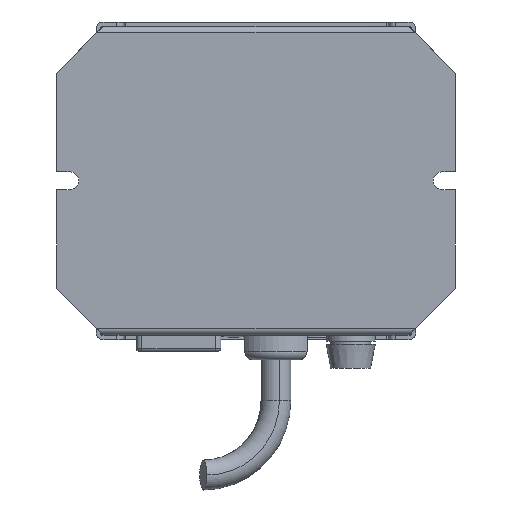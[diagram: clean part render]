
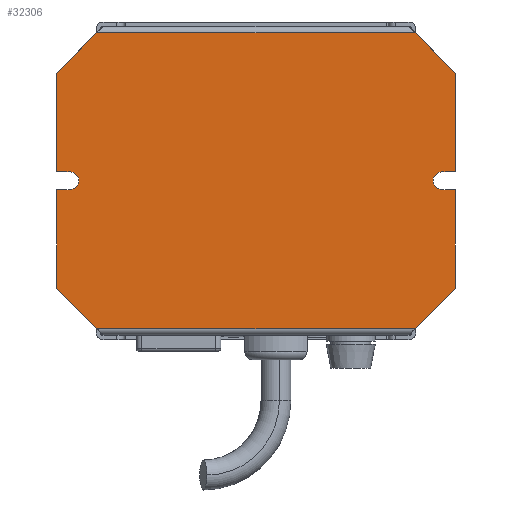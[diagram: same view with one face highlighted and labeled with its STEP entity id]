
A CAD part, front view. The second image highlights one B-rep face of the part: STEP entity #32306.
In plain terms, the highlighted planar face has unit normal (0, -1, 0).
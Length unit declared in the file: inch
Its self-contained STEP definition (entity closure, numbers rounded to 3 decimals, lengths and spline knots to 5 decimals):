
#413 = DIRECTION ( 'NONE',  ( -1., 0., 0. ) ) ;
#785 = ORIENTED_EDGE ( 'NONE', *, *, #38967, .F. ) ;
#805 = CARTESIAN_POINT ( 'NONE',  ( 1.99616, 0., -1.853 ) ) ;
#854 = LINE ( 'NONE', #13800, #42158 ) ;
#880 = EDGE_LOOP ( 'NONE', ( #11020, #13316, #1452, #17732, #23874, #49715, #53672, #30720, #29755, #27100, #41113, #51179, #785, #38614, #23604, #18131 ) ) ;
#979 = CARTESIAN_POINT ( 'NONE',  ( -2.5, 0., -0.11 ) ) ;
#1324 = DIRECTION ( 'NONE',  ( 0., 0., -1. ) ) ;
#1452 = ORIENTED_EDGE ( 'NONE', *, *, #30674, .F. ) ;
#1827 = EDGE_CURVE ( 'NONE', #51442, #5804, #2064, .T. ) ;
#2064 = LINE ( 'NONE', #15040, #32488 ) ;
#2128 = DIRECTION ( 'NONE',  ( 0.707, 0., -0.707 ) ) ;
#2201 = EDGE_CURVE ( 'NONE', #35608, #29374, #51465, .T. ) ;
#2428 = PLANE ( 'NONE',  #14348 ) ;
#2876 = DIRECTION ( 'NONE',  ( 0., 0., -1. ) ) ;
#3706 = VERTEX_POINT ( 'NONE', #54102 ) ;
#3709 = LINE ( 'NONE', #20934, #14150 ) ;
#4269 = CARTESIAN_POINT ( 'NONE',  ( -2.5, 0., -1.853 ) ) ;
#4403 = CIRCLE ( 'NONE', #34142, 0.11 ) ;
#4543 = VECTOR ( 'NONE', #38100, 39.37008 ) ;
#5186 = VECTOR ( 'NONE', #9913, 39.37008 ) ;
#5270 = CARTESIAN_POINT ( 'NONE',  ( -2.5, 0., -1.853 ) ) ;
#5804 = VERTEX_POINT ( 'NONE', #37474 ) ;
#6724 = LINE ( 'NONE', #54438, #23311 ) ;
#8168 = LINE ( 'NONE', #25382, #4543 ) ;
#9913 = DIRECTION ( 'NONE',  ( 1., 0., 0. ) ) ;
#10544 = VECTOR ( 'NONE', #38699, 39.37008 ) ;
#11020 = ORIENTED_EDGE ( 'NONE', *, *, #39109, .T. ) ;
#11137 = DIRECTION ( 'NONE',  ( 0., 0., 1. ) ) ;
#12153 = CARTESIAN_POINT ( 'NONE',  ( 2.5, 0., 0.11 ) ) ;
#13161 = LINE ( 'NONE', #34346, #53832 ) ;
#13316 = ORIENTED_EDGE ( 'NONE', *, *, #27856, .F. ) ;
#13407 = VERTEX_POINT ( 'NONE', #805 ) ;
#13736 = LINE ( 'NONE', #5270, #25883 ) ;
#13800 = CARTESIAN_POINT ( 'NONE',  ( 2.5, 0., -1.853 ) ) ;
#13995 = CARTESIAN_POINT ( 'NONE',  ( 1.92, 0., 1.92916 ) ) ;
#14015 = VECTOR ( 'NONE', #2128, 39.37008 ) ;
#14093 = VECTOR ( 'NONE', #24326, 39.37008 ) ;
#14150 = VECTOR ( 'NONE', #2876, 39.37008 ) ;
#14348 = AXIS2_PLACEMENT_3D ( 'NONE', #36013, #45038, #11137 ) ;
#15040 = CARTESIAN_POINT ( 'NONE',  ( -1.92, 0., -1.92916 ) ) ;
#16121 = DIRECTION ( 'NONE',  ( 0.707, 0., 0.707 ) ) ;
#17072 = LINE ( 'NONE', #47267, #43143 ) ;
#17631 = VERTEX_POINT ( 'NONE', #31658 ) ;
#17732 = ORIENTED_EDGE ( 'NONE', *, *, #53580, .F. ) ;
#17772 = VERTEX_POINT ( 'NONE', #12153 ) ;
#18131 = ORIENTED_EDGE ( 'NONE', *, *, #25970, .F. ) ;
#19337 = CARTESIAN_POINT ( 'NONE',  ( 2.5, 0., 1.34916 ) ) ;
#19936 = CARTESIAN_POINT ( 'NONE',  ( 2.5, 0., -0.11 ) ) ;
#20915 = CARTESIAN_POINT ( 'NONE',  ( -1.92, 0., 1.92916 ) ) ;
#20934 = CARTESIAN_POINT ( 'NONE',  ( 2.5, 0., -1.853 ) ) ;
#21261 = EDGE_CURVE ( 'NONE', #34939, #48558, #854, .T. ) ;
#21654 = EDGE_CURVE ( 'NONE', #46192, #5804, #13736, .T. ) ;
#21670 = AXIS2_PLACEMENT_3D ( 'NONE', #34092, #29845, #47076 ) ;
#22109 = DIRECTION ( 'NONE',  ( 0., -1., 0. ) ) ;
#22178 = DIRECTION ( 'NONE',  ( -1., 0., 0. ) ) ;
#22840 = VECTOR ( 'NONE', #16121, 39.37008 ) ;
#23311 = VECTOR ( 'NONE', #40915, 39.37008 ) ;
#23604 = ORIENTED_EDGE ( 'NONE', *, *, #48579, .T. ) ;
#23874 = ORIENTED_EDGE ( 'NONE', *, *, #21654, .T. ) ;
#24326 = DIRECTION ( 'NONE',  ( 1., 0., 0. ) ) ;
#25382 = CARTESIAN_POINT ( 'NONE',  ( 1.92, 0., -1.92916 ) ) ;
#25866 = CARTESIAN_POINT ( 'NONE',  ( 2.5, 0., -1.34916 ) ) ;
#25883 = VECTOR ( 'NONE', #1324, 39.37008 ) ;
#25970 = EDGE_CURVE ( 'NONE', #46163, #45280, #42110, .T. ) ;
#26519 = VECTOR ( 'NONE', #50504, 39.37008 ) ;
#26536 = LINE ( 'NONE', #4269, #10544 ) ;
#26888 = CARTESIAN_POINT ( 'NONE',  ( -2.33, 0., 0. ) ) ;
#27100 = ORIENTED_EDGE ( 'NONE', *, *, #50209, .F. ) ;
#27856 = EDGE_CURVE ( 'NONE', #3706, #37844, #29310, .T. ) ;
#28005 = CARTESIAN_POINT ( 'NONE',  ( -1.99616, 0., 1.853 ) ) ;
#28531 = CARTESIAN_POINT ( 'NONE',  ( 2.33, 0., 0.11 ) ) ;
#29310 = LINE ( 'NONE', #37513, #26519 ) ;
#29374 = VERTEX_POINT ( 'NONE', #43177 ) ;
#29724 = VERTEX_POINT ( 'NONE', #19337 ) ;
#29755 = ORIENTED_EDGE ( 'NONE', *, *, #21261, .F. ) ;
#29845 = DIRECTION ( 'NONE',  ( 0., -1., 0. ) ) ;
#29976 = EDGE_CURVE ( 'NONE', #13407, #51442, #17072, .T. ) ;
#30674 = EDGE_CURVE ( 'NONE', #39936, #3706, #4403, .T. ) ;
#30720 = ORIENTED_EDGE ( 'NONE', *, *, #40916, .F. ) ;
#31658 = CARTESIAN_POINT ( 'NONE',  ( 1.99616, 0., 1.853 ) ) ;
#32260 = DIRECTION ( 'NONE',  ( -0.707, 0., 0.707 ) ) ;
#32306 = ADVANCED_FACE ( 'NONE', ( #41105 ), #2428, .F. ) ;
#32488 = VECTOR ( 'NONE', #32260, 39.37008 ) ;
#34092 = CARTESIAN_POINT ( 'NONE',  ( 2.33, 0., 0. ) ) ;
#34142 = AXIS2_PLACEMENT_3D ( 'NONE', #26888, #22109, #52870 ) ;
#34346 = CARTESIAN_POINT ( 'NONE',  ( 2.5, 0., 1.853 ) ) ;
#34939 = VERTEX_POINT ( 'NONE', #19936 ) ;
#35329 = CARTESIAN_POINT ( 'NONE',  ( -2.5, 0., -0.11 ) ) ;
#35608 = VERTEX_POINT ( 'NONE', #28531 ) ;
#35861 = CARTESIAN_POINT ( 'NONE',  ( -2.33, 0., -0.11 ) ) ;
#36013 = CARTESIAN_POINT ( 'NONE',  ( 2.5, 0., -1.853 ) ) ;
#37474 = CARTESIAN_POINT ( 'NONE',  ( -2.5, 0., -1.34916 ) ) ;
#37513 = CARTESIAN_POINT ( 'NONE',  ( -2.5, 0., 0.11 ) ) ;
#37844 = VERTEX_POINT ( 'NONE', #52204 ) ;
#38100 = DIRECTION ( 'NONE',  ( -0.707, 0., -0.707 ) ) ;
#38614 = ORIENTED_EDGE ( 'NONE', *, *, #44770, .F. ) ;
#38699 = DIRECTION ( 'NONE',  ( 0., 0., -1. ) ) ;
#38967 = EDGE_CURVE ( 'NONE', #29724, #17772, #3709, .T. ) ;
#39109 = EDGE_CURVE ( 'NONE', #46163, #37844, #26536, .T. ) ;
#39936 = VERTEX_POINT ( 'NONE', #35861 ) ;
#40915 = DIRECTION ( 'NONE',  ( -1., 0., 0. ) ) ;
#40916 = EDGE_CURVE ( 'NONE', #48558, #13407, #8168, .T. ) ;
#41105 = FACE_OUTER_BOUND ( 'NONE', #880, .T. ) ;
#41113 = ORIENTED_EDGE ( 'NONE', *, *, #2201, .F. ) ;
#42110 = LINE ( 'NONE', #20915, #22840 ) ;
#42158 = VECTOR ( 'NONE', #51390, 39.37008 ) ;
#42420 = CARTESIAN_POINT ( 'NONE',  ( 2.5, 0., -0.11 ) ) ;
#43143 = VECTOR ( 'NONE', #413, 39.37008 ) ;
#43177 = CARTESIAN_POINT ( 'NONE',  ( 2.33, 0., -0.11 ) ) ;
#44770 = EDGE_CURVE ( 'NONE', #17631, #29724, #48153, .T. ) ;
#44922 = LINE ( 'NONE', #35329, #5186 ) ;
#45038 = DIRECTION ( 'NONE',  ( 0., 1., 0. ) ) ;
#45280 = VERTEX_POINT ( 'NONE', #28005 ) ;
#46163 = VERTEX_POINT ( 'NONE', #55468 ) ;
#46192 = VERTEX_POINT ( 'NONE', #979 ) ;
#46641 = LINE ( 'NONE', #42420, #14093 ) ;
#47076 = DIRECTION ( 'NONE',  ( 0., 0., 1. ) ) ;
#47267 = CARTESIAN_POINT ( 'NONE',  ( 2.5, 0., -1.853 ) ) ;
#48153 = LINE ( 'NONE', #13995, #14015 ) ;
#48558 = VERTEX_POINT ( 'NONE', #25866 ) ;
#48579 = EDGE_CURVE ( 'NONE', #17631, #45280, #13161, .T. ) ;
#48779 = CARTESIAN_POINT ( 'NONE',  ( -1.99616, 0., -1.853 ) ) ;
#49715 = ORIENTED_EDGE ( 'NONE', *, *, #1827, .F. ) ;
#50209 = EDGE_CURVE ( 'NONE', #29374, #34939, #46641, .T. ) ;
#50504 = DIRECTION ( 'NONE',  ( -1., 0., 0. ) ) ;
#51179 = ORIENTED_EDGE ( 'NONE', *, *, #54669, .F. ) ;
#51390 = DIRECTION ( 'NONE',  ( 0., 0., -1. ) ) ;
#51442 = VERTEX_POINT ( 'NONE', #48779 ) ;
#51465 = CIRCLE ( 'NONE', #21670, 0.11 ) ;
#52204 = CARTESIAN_POINT ( 'NONE',  ( -2.5, 0., 0.11 ) ) ;
#52870 = DIRECTION ( 'NONE',  ( 0., 0., -1. ) ) ;
#53580 = EDGE_CURVE ( 'NONE', #46192, #39936, #44922, .T. ) ;
#53672 = ORIENTED_EDGE ( 'NONE', *, *, #29976, .F. ) ;
#53832 = VECTOR ( 'NONE', #22178, 39.37008 ) ;
#54102 = CARTESIAN_POINT ( 'NONE',  ( -2.33, 0., 0.11 ) ) ;
#54438 = CARTESIAN_POINT ( 'NONE',  ( 2.5, 0., 0.11 ) ) ;
#54669 = EDGE_CURVE ( 'NONE', #17772, #35608, #6724, .T. ) ;
#55468 = CARTESIAN_POINT ( 'NONE',  ( -2.5, 0., 1.34916 ) ) ;
